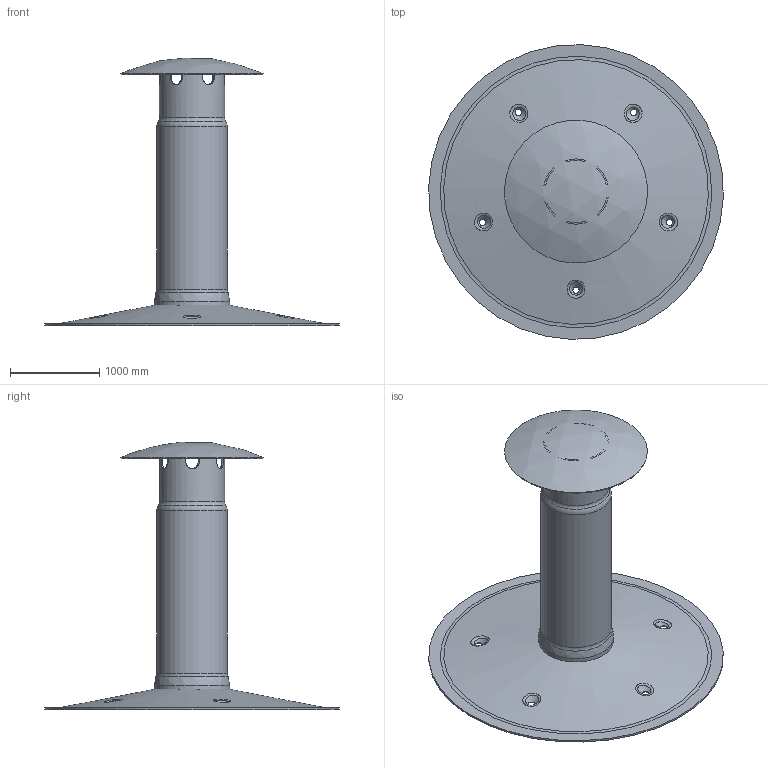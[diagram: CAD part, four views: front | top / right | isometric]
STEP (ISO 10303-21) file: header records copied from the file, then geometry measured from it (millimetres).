
FILE_DESCRIPTION(/* description */ (''),/* implementation_level */ '2;1');
FILE_NAME(/* name */ '01310.070X_3D.stp',/* time_stamp */ '2024-12-11T13:23:10+01:00',/* author */ ('CAD'),/* organization */ (''),/* preprocessor_version */ 'ST-DEVELOPER v20',/* originating_system */ 'AutoCAD Mechanical',/* authorisation */ '');
FILE_SCHEMA (('AUTOMOTIVE_DESIGN { 1 0 10303 214 3 1 1 }'));
Length unit declared in the file: centimetre
Products named in the file (2): Product; *S77
Assembly tree (1 placements, depth 2):
  Product
    *S77
Bounding box: 3297.99 x 3297.99 x 2992.69 mm (x, y, z)
Volume: 301343025.9 mm3; surface area: 34355501.5 mm2
Topology: 3 solids, 3 shells, 78 faces, 209 edges, 134 vertices
Faces by surface type: plane 21, cone 19, bspline 14, cylinder 14, torus 8, sphere 2
Full cylindrical faces by diameter (mm): 698 x1, 730 x1, 760 x1, 792 x1, 810 x1, 842 x2, 3300 x1
Entity records: 5008 total; most frequent: CARTESIAN_POINT 3049, ORIENTED_EDGE 418, DIRECTION 383, EDGE_CURVE 209, AXIS2_PLACEMENT_3D 153, VERTEX_POINT 134, EDGE_LOOP 89, CIRCLE 86
